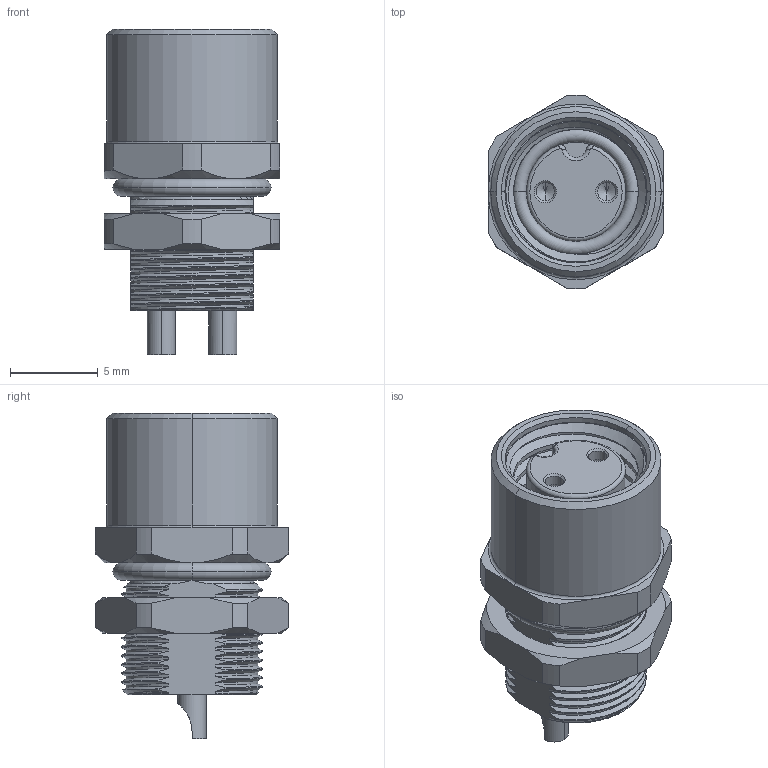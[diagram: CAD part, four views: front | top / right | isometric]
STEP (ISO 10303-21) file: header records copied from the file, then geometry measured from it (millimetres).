
FILE_DESCRIPTION((''),'2;1');
FILE_NAME('3P-K132282','2025-09-10T',('gongcheng16'),(''),'PRO/ENGINEER BY PARAMETRIC TECHNOLOGY CORPORATION, 2010280','PRO/ENGINEER BY PARAMETRIC TECHNOLOGY CORPORATION, 2010280','');
FILE_SCHEMA(('CONFIG_CONTROL_DESIGN'));
Length unit declared in the file: millimetre
Products named in the file (1): 3P-K132282
Bounding box: 10 x 10.99 x 18.5 mm (x, y, z)
Volume: 294.1 mm3; surface area: 2093.5 mm2
Topology: 1 solids, 8 shells, 440 faces, 1113 edges, 706 vertices
Faces by surface type: cylinder 140, plane 119, bspline 97, cone 64, torus 20
Entity records: 29320 total; most frequent: CARTESIAN_POINT 19424, ORIENTED_EDGE 2210, DIRECTION 1775, EDGE_CURVE 1105, VERTEX_POINT 706, AXIS2_PLACEMENT_3D 670, EDGE_LOOP 477, FACE_OUTER_BOUND 440
